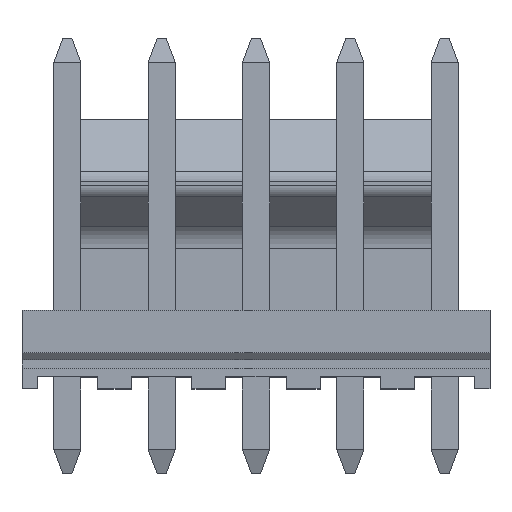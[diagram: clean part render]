
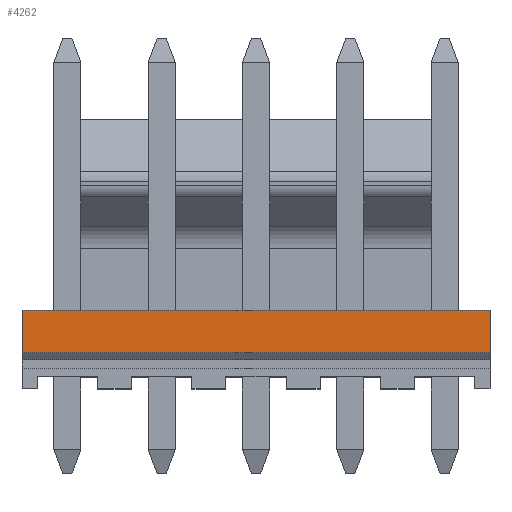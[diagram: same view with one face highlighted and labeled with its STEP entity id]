
A CAD part, top view. The second image highlights one B-rep face of the part: STEP entity #4262.
In plain terms, the highlighted planar face has unit normal (0, 0, 1).
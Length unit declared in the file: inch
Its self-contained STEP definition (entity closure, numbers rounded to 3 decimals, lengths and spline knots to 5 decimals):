
#9=DIRECTION('',(0.,-1.,0.));
#10=VECTOR('',#9,0.07);
#11=CARTESIAN_POINT('',(-0.387,0.055,0.12375));
#12=LINE('',#11,#10);
#1352=DIRECTION('',(0.,-1.,0.));
#1353=VECTOR('',#1352,0.07);
#1354=CARTESIAN_POINT('',(0.387,0.055,0.12375));
#1355=LINE('',#1354,#1353);
#1444=DIRECTION('',(1.,0.,0.));
#1445=VECTOR('',#1444,0.774);
#1446=CARTESIAN_POINT('',(-0.387,-0.015,0.12375));
#1447=LINE('',#1446,#1445);
#1448=DIRECTION('',(1.,0.,0.));
#1449=VECTOR('',#1448,0.774);
#1450=CARTESIAN_POINT('',(-0.387,0.055,0.12375));
#1451=LINE('',#1450,#1449);
#1639=CARTESIAN_POINT('',(-0.387,0.055,0.12375));
#1640=CARTESIAN_POINT('',(-0.387,-0.015,0.12375));
#1641=VERTEX_POINT('',#1639);
#1642=VERTEX_POINT('',#1640);
#1653=CARTESIAN_POINT('',(0.387,0.055,0.12375));
#1654=CARTESIAN_POINT('',(0.387,-0.015,0.12375));
#1655=VERTEX_POINT('',#1653);
#1656=VERTEX_POINT('',#1654);
#4251=CARTESIAN_POINT('',(-0.387,0.055,0.12375));
#4252=DIRECTION('',(0.,0.,1.));
#4253=DIRECTION('',(0.,-1.,0.));
#4254=AXIS2_PLACEMENT_3D('',#4251,#4252,#4253);
#4255=PLANE('',#4254);
#4256=ORIENTED_EDGE('',*,*,#2160,.F.);
#4257=ORIENTED_EDGE('',*,*,#2499,.T.);
#4258=ORIENTED_EDGE('',*,*,#4115,.T.);
#4259=ORIENTED_EDGE('',*,*,#4244,.F.);
#4260=EDGE_LOOP('',(#4256,#4257,#4258,#4259));
#4261=FACE_OUTER_BOUND('',#4260,.F.);
#4262=ADVANCED_FACE('',(#4261),#4255,.T.);
#2160=EDGE_CURVE('',#1641,#1642,#12,.T.);
#2499=EDGE_CURVE('',#1641,#1655,#1451,.T.);
#4115=EDGE_CURVE('',#1655,#1656,#1355,.T.);
#4244=EDGE_CURVE('',#1642,#1656,#1447,.T.);
